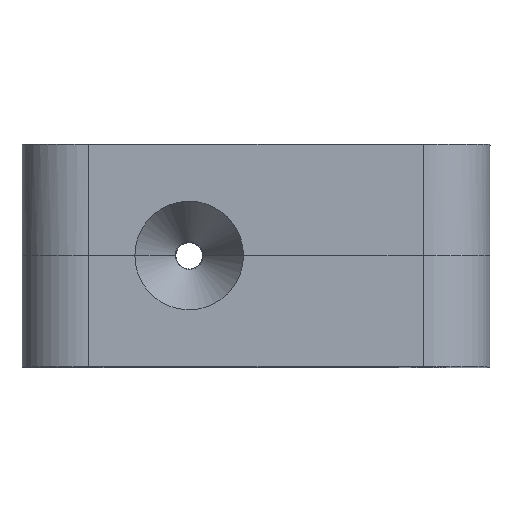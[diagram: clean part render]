
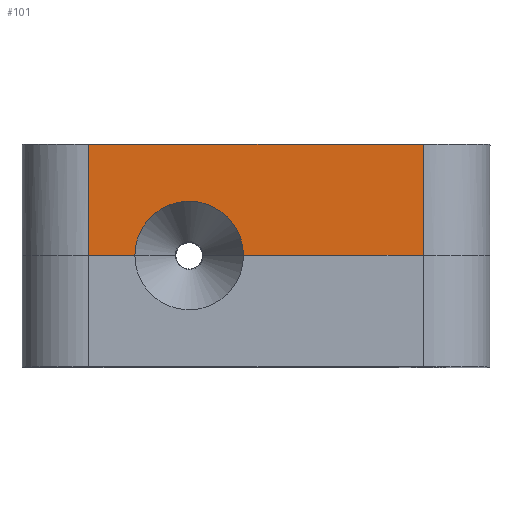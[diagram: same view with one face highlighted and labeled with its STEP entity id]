
A CAD part, top view. The second image highlights one B-rep face of the part: STEP entity #101.
In plain terms, the highlighted planar face has unit normal (0, 0, 1).
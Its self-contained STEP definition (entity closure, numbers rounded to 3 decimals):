
#101=ADVANCED_FACE('',(#220),#1904,.T.);
#220=FACE_OUTER_BOUND('',#349,.T.);
#349=EDGE_LOOP('',(#761,#762,#763,#764,#765,#766));
#761=ORIENTED_EDGE('',*,*,#1180,.T.);
#762=ORIENTED_EDGE('',*,*,#1192,.F.);
#763=ORIENTED_EDGE('',*,*,#1146,.T.);
#764=ORIENTED_EDGE('',*,*,#1191,.F.);
#765=ORIENTED_EDGE('',*,*,#1143,.T.);
#766=ORIENTED_EDGE('',*,*,#1190,.F.);
#1143=EDGE_CURVE('',#1702,#1744,#1330,.T.);
#1146=EDGE_CURVE('',#1743,#1703,#1332,.T.);
#1180=EDGE_CURVE('',#1770,#1771,#1349,.T.);
#1190=EDGE_CURVE('',#1770,#1744,#1524,.T.);
#1191=EDGE_CURVE('',#1702,#1703,#1525,.T.);
#1192=EDGE_CURVE('',#1743,#1771,#1526,.T.);
#1330=B_SPLINE_CURVE_WITH_KNOTS('',1,(#4274,#4275),.UNSPECIFIED.,.F.,.F.,
(2,2),(-1.514,14.614),.UNSPECIFIED.);
#1332=B_SPLINE_CURVE_WITH_KNOTS('',1,(#4280,#4281),.UNSPECIFIED.,.F.,.F.,
(2,2),(-15.386,-11.257),.UNSPECIFIED.);
#1349=B_SPLINE_CURVE_WITH_KNOTS('',1,(#4390,#4391),.UNSPECIFIED.,.F.,.F.,
(2,2),(-14.614,15.386),.UNSPECIFIED.);
#1524=(
BOUNDED_CURVE()
B_SPLINE_CURVE(1,(#4418,#4419),.UNSPECIFIED.,.F.,.F.)
B_SPLINE_CURVE_WITH_KNOTS((2,2),(0.,9.485),.UNSPECIFIED.)
CURVE()
GEOMETRIC_REPRESENTATION_ITEM()
RATIONAL_B_SPLINE_CURVE((1.,1.))
REPRESENTATION_ITEM('')
);
#1525=(
BOUNDED_CURVE()
B_SPLINE_CURVE(2,(#4420,#4421,#4422,#4423,#4424),.UNSPECIFIED.,.F.,.F.)
B_SPLINE_CURVE_WITH_KNOTS((3,2,3),(-30.605,-22.954,-15.303),
 .UNSPECIFIED.)
CURVE()
GEOMETRIC_REPRESENTATION_ITEM()
RATIONAL_B_SPLINE_CURVE((1.,0.707,1.,0.707,1.))
REPRESENTATION_ITEM('')
);
#1526=(
BOUNDED_CURVE()
B_SPLINE_CURVE(1,(#4425,#4426),.UNSPECIFIED.,.F.,.F.)
B_SPLINE_CURVE_WITH_KNOTS((2,2),(-9.485,0.),.UNSPECIFIED.)
CURVE()
GEOMETRIC_REPRESENTATION_ITEM()
RATIONAL_B_SPLINE_CURVE((1.,1.))
REPRESENTATION_ITEM('')
);
#1702=VERTEX_POINT('',#3609);
#1703=VERTEX_POINT('',#3610);
#1743=VERTEX_POINT('',#3650);
#1744=VERTEX_POINT('',#3651);
#1770=VERTEX_POINT('',#3677);
#1771=VERTEX_POINT('',#3678);
#1904=PLANE('',#1956);
#1956=AXIS2_PLACEMENT_3D('',#2878,#1991,$);
#1991=DIRECTION('',(0.,0.,1.));
#2878=CARTESIAN_POINT('',(-57.384,16.71,17.531));
#3609=CARTESIAN_POINT('',(-76.523,17.722,17.531));
#3610=CARTESIAN_POINT('',(-86.267,17.722,17.531));
#3650=CARTESIAN_POINT('',(-90.396,17.722,17.531));
#3651=CARTESIAN_POINT('',(-60.396,17.722,17.531));
#3677=CARTESIAN_POINT('',(-60.396,27.721,17.531));
#3678=CARTESIAN_POINT('',(-90.396,27.721,17.531));
#4274=CARTESIAN_POINT('',(-76.523,17.722,17.531));
#4275=CARTESIAN_POINT('',(-60.396,17.722,17.531));
#4280=CARTESIAN_POINT('',(-90.396,17.722,17.531));
#4281=CARTESIAN_POINT('',(-86.267,17.722,17.531));
#4390=CARTESIAN_POINT('',(-60.396,27.721,17.531));
#4391=CARTESIAN_POINT('',(-90.396,27.721,17.531));
#4418=CARTESIAN_POINT('',(-60.396,27.721,17.531));
#4419=CARTESIAN_POINT('',(-60.396,17.722,17.531));
#4420=CARTESIAN_POINT('',(-76.523,17.722,17.531));
#4421=CARTESIAN_POINT('',(-76.523,22.593,17.531));
#4422=CARTESIAN_POINT('',(-81.395,22.593,17.531));
#4423=CARTESIAN_POINT('',(-86.267,22.593,17.531));
#4424=CARTESIAN_POINT('',(-86.267,17.722,17.531));
#4425=CARTESIAN_POINT('',(-90.396,17.722,17.531));
#4426=CARTESIAN_POINT('',(-90.396,27.721,17.531));
